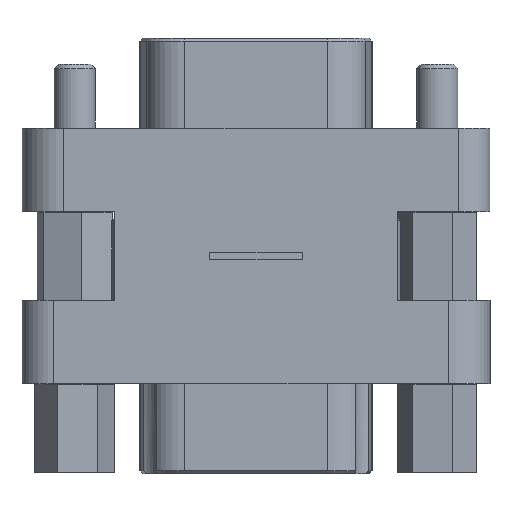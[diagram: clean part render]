
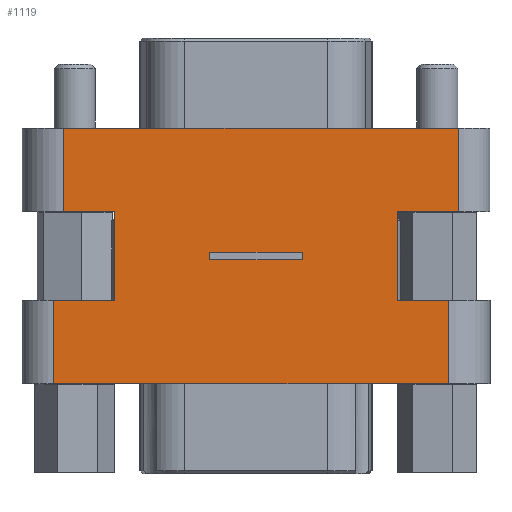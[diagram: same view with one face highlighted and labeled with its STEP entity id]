
A CAD part, front view. The second image highlights one B-rep face of the part: STEP entity #1119.
In plain terms, the highlighted planar face has unit normal (0, -1, 0).
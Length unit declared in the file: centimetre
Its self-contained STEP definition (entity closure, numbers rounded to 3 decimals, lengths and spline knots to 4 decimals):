
#1119 = ADVANCED_FACE ( 'NONE', ( #6975, #6982 ), #6589, .T. ) ;
#1211 = ORIENTED_EDGE ( 'NONE', *, *, #1989, .T. ) ;
#1212 = ORIENTED_EDGE ( 'NONE', *, *, #1995, .T. ) ;
#1213 = ORIENTED_EDGE ( 'NONE', *, *, #1994, .T. ) ;
#1214 = ORIENTED_EDGE ( 'NONE', *, *, #2016, .T. ) ;
#1215 = ORIENTED_EDGE ( 'NONE', *, *, #2014, .T. ) ;
#1216 = ORIENTED_EDGE ( 'NONE', *, *, #2012, .T. ) ;
#1217 = ORIENTED_EDGE ( 'NONE', *, *, #2010, .T. ) ;
#1218 = ORIENTED_EDGE ( 'NONE', *, *, #2007, .T. ) ;
#1219 = ORIENTED_EDGE ( 'NONE', *, *, #2006, .T. ) ;
#1220 = ORIENTED_EDGE ( 'NONE', *, *, #2004, .T. ) ;
#1221 = ORIENTED_EDGE ( 'NONE', *, *, #2002, .T. ) ;
#1222 = ORIENTED_EDGE ( 'NONE', *, *, #2000, .T. ) ;
#1223 = ORIENTED_EDGE ( 'NONE', *, *, #1996, .T. ) ;
#1224 = ORIENTED_EDGE ( 'NONE', *, *, #2019, .T. ) ;
#1225 = ORIENTED_EDGE ( 'NONE', *, *, #2018, .T. ) ;
#1403 = ORIENTED_EDGE ( 'NONE', *, *, #1992, .T. ) ;
#1989 = EDGE_CURVE ( 'NONE', #2922, #2925, #7126, .T. ) ;
#1992 = EDGE_CURVE ( 'NONE', #2925, #2977, #7154, .T. ) ;
#1994 = EDGE_CURVE ( 'NONE', #2977, #2915, #7158, .T. ) ;
#1995 = EDGE_CURVE ( 'NONE', #2915, #2922, #7164, .T. ) ;
#1996 = EDGE_CURVE ( 'NONE', #2959, #2983, #7166, .T. ) ;
#2000 = EDGE_CURVE ( 'NONE', #2983, #2958, #7174, .T. ) ;
#2002 = EDGE_CURVE ( 'NONE', #2958, #2981, #7177, .T. ) ;
#2004 = EDGE_CURVE ( 'NONE', #2981, #2953, #7180, .T. ) ;
#2006 = EDGE_CURVE ( 'NONE', #2953, #3007, #7183, .T. ) ;
#2007 = EDGE_CURVE ( 'NONE', #3007, #2938, #7184, .T. ) ;
#2010 = EDGE_CURVE ( 'NONE', #2938, #2952, #7190, .T. ) ;
#2012 = EDGE_CURVE ( 'NONE', #2952, #2980, #7194, .T. ) ;
#2014 = EDGE_CURVE ( 'NONE', #2980, #2976, #7197, .T. ) ;
#2016 = EDGE_CURVE ( 'NONE', #2976, #3009, #7200, .T. ) ;
#2018 = EDGE_CURVE ( 'NONE', #3009, #2999, #7203, .T. ) ;
#2019 = EDGE_CURVE ( 'NONE', #2999, #2959, #7204, .T. ) ;
#2915 = VERTEX_POINT ( 'NONE', #7784 ) ;
#2922 = VERTEX_POINT ( 'NONE', #7785 ) ;
#2925 = VERTEX_POINT ( 'NONE', #7794 ) ;
#2934 = EDGE_LOOP ( 'NONE', ( #1225, #1224, #1223, #1222, #1221, #1220, #1219, #1218, #1217, #1216, #1215, #1214 ) ) ;
#2938 = VERTEX_POINT ( 'NONE', #7796 ) ;
#2952 = VERTEX_POINT ( 'NONE', #7797 ) ;
#2953 = VERTEX_POINT ( 'NONE', #7798 ) ;
#2958 = VERTEX_POINT ( 'NONE', #7799 ) ;
#2959 = VERTEX_POINT ( 'NONE', #7800 ) ;
#2976 = VERTEX_POINT ( 'NONE', #7801 ) ;
#2977 = VERTEX_POINT ( 'NONE', #7802 ) ;
#2980 = VERTEX_POINT ( 'NONE', #7803 ) ;
#2981 = VERTEX_POINT ( 'NONE', #7804 ) ;
#2983 = VERTEX_POINT ( 'NONE', #7805 ) ;
#2998 = EDGE_LOOP ( 'NONE', ( #1213, #1212, #1211, #1403 ) ) ;
#2999 = VERTEX_POINT ( 'NONE', #7806 ) ;
#3007 = VERTEX_POINT ( 'NONE', #7809 ) ;
#3009 = VERTEX_POINT ( 'NONE', #7810 ) ;
#6589 = PLANE ( 'NONE',  #7344 ) ;
#6591 = CARTESIAN_POINT ( 'NONE',  ( -0.0349, -0.4699, -1.7526 ) ) ;
#6596 = DIRECTION ( 'NONE',  ( 0., -1., 0. ) ) ;
#6597 = DIRECTION ( 'NONE',  ( 1., 0., 0. ) ) ;
#6975 = FACE_OUTER_BOUND ( 'NONE', #2934, .T. ) ;
#6982 = FACE_BOUND ( 'NONE', #2998, .T. ) ;
#7126 = LINE ( 'NONE', #7509, #7155 ) ;
#7154 = LINE ( 'NONE', #7540, #7161 ) ;
#7155 = VECTOR ( 'NONE', #7542, 100. ) ;
#7158 = LINE ( 'NONE', #7543, #7165 ) ;
#7161 = VECTOR ( 'NONE', #7548, 100. ) ;
#7164 = LINE ( 'NONE', #7553, #7167 ) ;
#7165 = VECTOR ( 'NONE', #7552, 100. ) ;
#7166 = LINE ( 'NONE', #7555, #7169 ) ;
#7167 = VECTOR ( 'NONE', #7554, 100. ) ;
#7169 = VECTOR ( 'NONE', #7557, 100. ) ;
#7174 = LINE ( 'NONE', #7556, #7176 ) ;
#7176 = VECTOR ( 'NONE', #7550, 100. ) ;
#7177 = LINE ( 'NONE', #7561, #7179 ) ;
#7179 = VECTOR ( 'NONE', #7562, 100. ) ;
#7180 = LINE ( 'NONE', #7566, #7182 ) ;
#7182 = VECTOR ( 'NONE', #7567, 100. ) ;
#7183 = LINE ( 'NONE', #7571, #7185 ) ;
#7184 = LINE ( 'NONE', #7581, #7187 ) ;
#7185 = VECTOR ( 'NONE', #7572, 100. ) ;
#7187 = VECTOR ( 'NONE', #7582, 100. ) ;
#7190 = LINE ( 'NONE', #7587, #7193 ) ;
#7193 = VECTOR ( 'NONE', #7588, 100. ) ;
#7194 = LINE ( 'NONE', #7576, #7196 ) ;
#7196 = VECTOR ( 'NONE', #7577, 100. ) ;
#7197 = LINE ( 'NONE', #7589, #7199 ) ;
#7199 = VECTOR ( 'NONE', #7590, 100. ) ;
#7200 = LINE ( 'NONE', #7594, #7202 ) ;
#7202 = VECTOR ( 'NONE', #7595, 100. ) ;
#7203 = LINE ( 'NONE', #7599, #7205 ) ;
#7204 = LINE ( 'NONE', #7607, #7207 ) ;
#7205 = VECTOR ( 'NONE', #7600, 100. ) ;
#7207 = VECTOR ( 'NONE', #7608, 100. ) ;
#7344 = AXIS2_PLACEMENT_3D ( 'NONE', #6591, #6596, #6597 ) ;
#7509 = CARTESIAN_POINT ( 'NONE',  ( 0.3175, -0.4699, -1.7526 ) ) ;
#7540 = CARTESIAN_POINT ( 'NONE',  ( -0.0349, -0.4699, -0.9017 ) ) ;
#7542 = DIRECTION ( 'NONE',  ( 0., 0., -1. ) ) ;
#7543 = CARTESIAN_POINT ( 'NONE',  ( -0.3175, -0.4699, -1.7526 ) ) ;
#7548 = DIRECTION ( 'NONE',  ( -1., 0., 0. ) ) ;
#7550 = DIRECTION ( 'NONE',  ( 1., 0., 0. ) ) ;
#7552 = DIRECTION ( 'NONE',  ( 0., 0., 1. ) ) ;
#7553 = CARTESIAN_POINT ( 'NONE',  ( -0.0349, -0.4699, -0.8509 ) ) ;
#7554 = DIRECTION ( 'NONE',  ( 1., 0., 0. ) ) ;
#7555 = CARTESIAN_POINT ( 'NONE',  ( 0.969, -0.4699, -1.7526 ) ) ;
#7556 = CARTESIAN_POINT ( 'NONE',  ( -0.0349, -0.4699, -0.5715 ) ) ;
#7557 = DIRECTION ( 'NONE',  ( 0., 0., 1. ) ) ;
#7561 = CARTESIAN_POINT ( 'NONE',  ( 1.3905, -0.4699, -1.7526 ) ) ;
#7562 = DIRECTION ( 'NONE',  ( 0., 0., 1. ) ) ;
#7566 = CARTESIAN_POINT ( 'NONE',  ( -0.0349, -0.4699, 0. ) ) ;
#7567 = DIRECTION ( 'NONE',  ( -1., 0., 0. ) ) ;
#7571 = CARTESIAN_POINT ( 'NONE',  ( -1.3207, -0.4699, -1.7526 ) ) ;
#7572 = DIRECTION ( 'NONE',  ( 0., 0., -1. ) ) ;
#7576 = CARTESIAN_POINT ( 'NONE',  ( -0.0349, -0.4699, -1.1811 ) ) ;
#7577 = DIRECTION ( 'NONE',  ( -1., 0., 0. ) ) ;
#7581 = CARTESIAN_POINT ( 'NONE',  ( -0.0349, -0.4699, -0.5715 ) ) ;
#7582 = DIRECTION ( 'NONE',  ( 1., 0., 0. ) ) ;
#7587 = CARTESIAN_POINT ( 'NONE',  ( -0.969, -0.4699, -1.7526 ) ) ;
#7588 = DIRECTION ( 'NONE',  ( 0., 0., -1. ) ) ;
#7589 = CARTESIAN_POINT ( 'NONE',  ( -1.3905, -0.4699, -1.7526 ) ) ;
#7590 = DIRECTION ( 'NONE',  ( 0., 0., -1. ) ) ;
#7594 = CARTESIAN_POINT ( 'NONE',  ( -0.0349, -0.4699, -1.7526 ) ) ;
#7595 = DIRECTION ( 'NONE',  ( 1., 0., 0. ) ) ;
#7599 = CARTESIAN_POINT ( 'NONE',  ( 1.3207, -0.4699, -1.7526 ) ) ;
#7600 = DIRECTION ( 'NONE',  ( 0., 0., 1. ) ) ;
#7607 = CARTESIAN_POINT ( 'NONE',  ( -0.0349, -0.4699, -1.1811 ) ) ;
#7608 = DIRECTION ( 'NONE',  ( -1., 0., 0. ) ) ;
#7784 = CARTESIAN_POINT ( 'NONE',  ( -0.3175, -0.4699, -0.8509 ) ) ;
#7785 = CARTESIAN_POINT ( 'NONE',  ( 0.3175, -0.4699, -0.8509 ) ) ;
#7794 = CARTESIAN_POINT ( 'NONE',  ( 0.3175, -0.4699, -0.9017 ) ) ;
#7796 = CARTESIAN_POINT ( 'NONE',  ( -0.969, -0.4699, -0.5715 ) ) ;
#7797 = CARTESIAN_POINT ( 'NONE',  ( -0.969, -0.4699, -1.1811 ) ) ;
#7798 = CARTESIAN_POINT ( 'NONE',  ( -1.3207, -0.4699, 0. ) ) ;
#7799 = CARTESIAN_POINT ( 'NONE',  ( 1.3905, -0.4699, -0.5715 ) ) ;
#7800 = CARTESIAN_POINT ( 'NONE',  ( 0.969, -0.4699, -1.1811 ) ) ;
#7801 = CARTESIAN_POINT ( 'NONE',  ( -1.3905, -0.4699, -1.7526 ) ) ;
#7802 = CARTESIAN_POINT ( 'NONE',  ( -0.3175, -0.4699, -0.9017 ) ) ;
#7803 = CARTESIAN_POINT ( 'NONE',  ( -1.3905, -0.4699, -1.1811 ) ) ;
#7804 = CARTESIAN_POINT ( 'NONE',  ( 1.3905, -0.4699, 0. ) ) ;
#7805 = CARTESIAN_POINT ( 'NONE',  ( 0.969, -0.4699, -0.5715 ) ) ;
#7806 = CARTESIAN_POINT ( 'NONE',  ( 1.3207, -0.4699, -1.1811 ) ) ;
#7809 = CARTESIAN_POINT ( 'NONE',  ( -1.3207, -0.4699, -0.5715 ) ) ;
#7810 = CARTESIAN_POINT ( 'NONE',  ( 1.3207, -0.4699, -1.7526 ) ) ;
